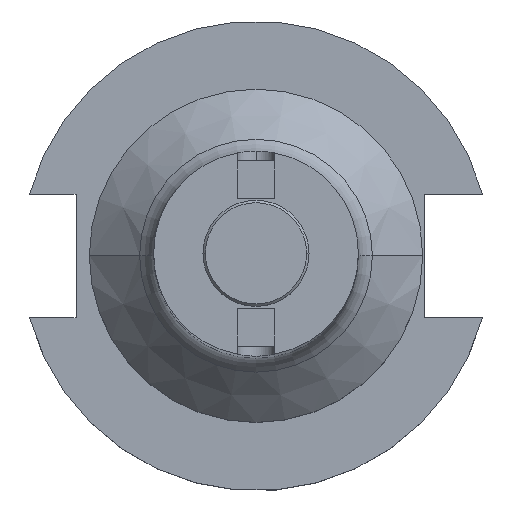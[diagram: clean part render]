
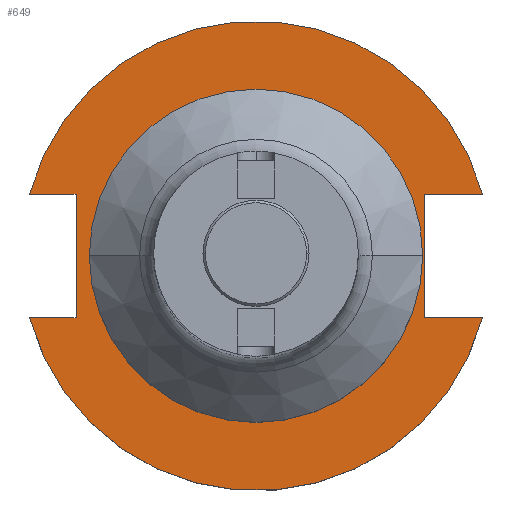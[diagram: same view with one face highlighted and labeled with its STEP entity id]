
A CAD part, top view. The second image highlights one B-rep face of the part: STEP entity #649.
In plain terms, the highlighted planar face has unit normal (0, 0, 1).
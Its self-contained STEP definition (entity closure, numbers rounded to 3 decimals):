
#1 = ORIENTED_EDGE ( 'NONE', *, *, #319, .F. ) ;
#20 = CARTESIAN_POINT ( 'NONE',  ( 35.306, -12.954, 19.05 ) ) ;
#53 = VECTOR ( 'NONE', #1387, 1000. ) ;
#56 = FACE_BOUND ( 'NONE', #1331, .T. ) ;
#139 = CARTESIAN_POINT ( 'NONE',  ( 0., 0., 19.05 ) ) ;
#158 = DIRECTION ( 'NONE',  ( 0., 1., 0. ) ) ;
#198 = CIRCLE ( 'NONE', #453, 49.212 ) ;
#226 = EDGE_CURVE ( 'NONE', #1491, #740, #2480, .T. ) ;
#236 = FACE_OUTER_BOUND ( 'NONE', #1016, .T. ) ;
#295 = CARTESIAN_POINT ( 'NONE',  ( -37.719, -12.954, 19.05 ) ) ;
#303 = DIRECTION ( 'NONE',  ( 1., 0., 0. ) ) ;
#318 = DIRECTION ( 'NONE',  ( 1., 0., 0. ) ) ;
#319 = EDGE_CURVE ( 'NONE', #2194, #899, #789, .T. ) ;
#342 = LINE ( 'NONE', #470, #2356 ) ;
#384 = DIRECTION ( 'NONE',  ( 0., 0., 1. ) ) ;
#409 = EDGE_CURVE ( 'NONE', #1797, #1455, #1145, .T. ) ;
#453 = AXIS2_PLACEMENT_3D ( 'NONE', #1681, #504, #1885 ) ;
#470 = CARTESIAN_POINT ( 'NONE',  ( 35.306, 12.954, 19.05 ) ) ;
#504 = DIRECTION ( 'NONE',  ( 0., 0., 1. ) ) ;
#583 = LINE ( 'NONE', #1189, #53 ) ;
#608 = CARTESIAN_POINT ( 'NONE',  ( 0., 0., 19.05 ) ) ;
#613 = CARTESIAN_POINT ( 'NONE',  ( -37.719, 12.954, 19.05 ) ) ;
#633 = ORIENTED_EDGE ( 'NONE', *, *, #2329, .F. ) ;
#649 = ADVANCED_FACE ( 'NONE', ( #56, #236 ), #1844, .T. ) ;
#651 = CARTESIAN_POINT ( 'NONE',  ( 0., 49.212, 19.05 ) ) ;
#739 = LINE ( 'NONE', #1922, #2239 ) ;
#740 = VERTEX_POINT ( 'NONE', #1086 ) ;
#775 = AXIS2_PLACEMENT_3D ( 'NONE', #651, #849, #2233 ) ;
#787 = EDGE_CURVE ( 'NONE', #1797, #2102, #342, .T. ) ;
#789 = LINE ( 'NONE', #20, #1335 ) ;
#806 = DIRECTION ( 'NONE',  ( 1., 0., 0. ) ) ;
#849 = DIRECTION ( 'NONE',  ( 0., 0., 1. ) ) ;
#852 = AXIS2_PLACEMENT_3D ( 'NONE', #1576, #384, #1776 ) ;
#883 = ORIENTED_EDGE ( 'NONE', *, *, #2003, .F. ) ;
#899 = VERTEX_POINT ( 'NONE', #2434 ) ;
#948 = EDGE_CURVE ( 'NONE', #1194, #899, #198, .T. ) ;
#1002 = VECTOR ( 'NONE', #158, 1000. ) ;
#1016 = EDGE_LOOP ( 'NONE', ( #2010, #1, #1386, #1927, #2064, #883, #1586, #1827 ) ) ;
#1022 = EDGE_CURVE ( 'NONE', #1849, #2507, #2503, .T. ) ;
#1070 = CARTESIAN_POINT ( 'NONE',  ( 34.925, 0., 19.05 ) ) ;
#1086 = CARTESIAN_POINT ( 'NONE',  ( -34.925, 0., 19.05 ) ) ;
#1118 = DIRECTION ( 'NONE',  ( 1., 0., 0. ) ) ;
#1145 = CIRCLE ( 'NONE', #1293, 49.212 ) ;
#1189 = CARTESIAN_POINT ( 'NONE',  ( 35.306, 12.954, 19.05 ) ) ;
#1194 = VERTEX_POINT ( 'NONE', #1845 ) ;
#1283 = VECTOR ( 'NONE', #1118, 1000. ) ;
#1293 = AXIS2_PLACEMENT_3D ( 'NONE', #608, #2000, #806 ) ;
#1294 = EDGE_CURVE ( 'NONE', #1194, #1849, #1402, .T. ) ;
#1331 = EDGE_LOOP ( 'NONE', ( #2429, #633 ) ) ;
#1333 = DIRECTION ( 'NONE',  ( -1., 0., 0. ) ) ;
#1335 = VECTOR ( 'NONE', #318, 1000. ) ;
#1356 = CARTESIAN_POINT ( 'NONE',  ( 35.306, 12.954, 19.05 ) ) ;
#1386 = ORIENTED_EDGE ( 'NONE', *, *, #1778, .F. ) ;
#1387 = DIRECTION ( 'NONE',  ( 0., -1., 0. ) ) ;
#1402 = LINE ( 'NONE', #2472, #1283 ) ;
#1455 = VERTEX_POINT ( 'NONE', #2477 ) ;
#1491 = VERTEX_POINT ( 'NONE', #1070 ) ;
#1501 = DIRECTION ( 'NONE',  ( 0., 0., 1. ) ) ;
#1576 = CARTESIAN_POINT ( 'NONE',  ( 0., 0., 19.05 ) ) ;
#1586 = ORIENTED_EDGE ( 'NONE', *, *, #1022, .F. ) ;
#1681 = CARTESIAN_POINT ( 'NONE',  ( 0., 0., 19.05 ) ) ;
#1772 = CARTESIAN_POINT ( 'NONE',  ( 35.306, -12.954, 19.05 ) ) ;
#1776 = DIRECTION ( 'NONE',  ( 1., 0., 0. ) ) ;
#1778 = EDGE_CURVE ( 'NONE', #2102, #2194, #583, .T. ) ;
#1797 = VERTEX_POINT ( 'NONE', #2351 ) ;
#1827 = ORIENTED_EDGE ( 'NONE', *, *, #1294, .F. ) ;
#1844 = PLANE ( 'NONE',  #775 ) ;
#1845 = CARTESIAN_POINT ( 'NONE',  ( -47.477, -12.954, 19.05 ) ) ;
#1849 = VERTEX_POINT ( 'NONE', #295 ) ;
#1885 = DIRECTION ( 'NONE',  ( 1., 0., 0. ) ) ;
#1922 = CARTESIAN_POINT ( 'NONE',  ( -63.719, 12.954, 19.05 ) ) ;
#1927 = ORIENTED_EDGE ( 'NONE', *, *, #787, .F. ) ;
#1944 = CARTESIAN_POINT ( 'NONE',  ( -37.719, 12.954, 19.05 ) ) ;
#2000 = DIRECTION ( 'NONE',  ( 0., 0., 1. ) ) ;
#2003 = EDGE_CURVE ( 'NONE', #2507, #1455, #739, .T. ) ;
#2010 = ORIENTED_EDGE ( 'NONE', *, *, #948, .T. ) ;
#2054 = DIRECTION ( 'NONE',  ( -1., 0., 0. ) ) ;
#2064 = ORIENTED_EDGE ( 'NONE', *, *, #409, .T. ) ;
#2102 = VERTEX_POINT ( 'NONE', #1356 ) ;
#2194 = VERTEX_POINT ( 'NONE', #1772 ) ;
#2233 = DIRECTION ( 'NONE',  ( 1., 0., 0. ) ) ;
#2239 = VECTOR ( 'NONE', #1333, 1000. ) ;
#2277 = CIRCLE ( 'NONE', #852, 34.925 ) ;
#2329 = EDGE_CURVE ( 'NONE', #740, #1491, #2277, .T. ) ;
#2351 = CARTESIAN_POINT ( 'NONE',  ( 47.477, 12.954, 19.05 ) ) ;
#2356 = VECTOR ( 'NONE', #2054, 1000. ) ;
#2366 = AXIS2_PLACEMENT_3D ( 'NONE', #139, #1501, #303 ) ;
#2429 = ORIENTED_EDGE ( 'NONE', *, *, #226, .F. ) ;
#2434 = CARTESIAN_POINT ( 'NONE',  ( 47.477, -12.954, 19.05 ) ) ;
#2472 = CARTESIAN_POINT ( 'NONE',  ( -63.719, -12.954, 19.05 ) ) ;
#2477 = CARTESIAN_POINT ( 'NONE',  ( -47.477, 12.954, 19.05 ) ) ;
#2480 = CIRCLE ( 'NONE', #2366, 34.925 ) ;
#2503 = LINE ( 'NONE', #1944, #1002 ) ;
#2507 = VERTEX_POINT ( 'NONE', #613 ) ;
